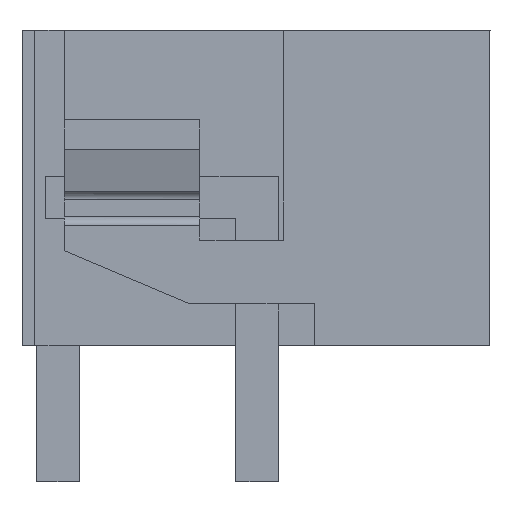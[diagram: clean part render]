
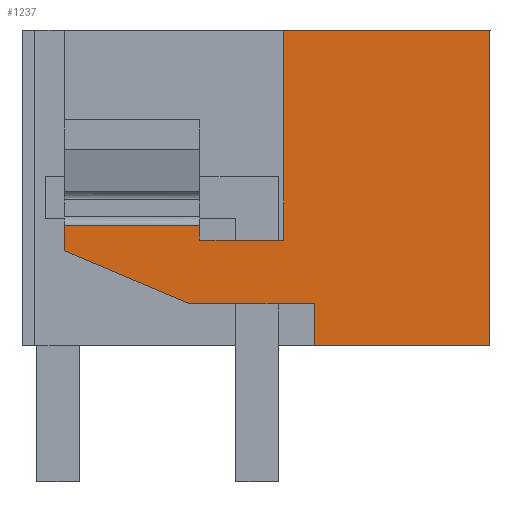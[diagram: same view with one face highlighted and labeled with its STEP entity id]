
A CAD part, left-side view. The second image highlights one B-rep face of the part: STEP entity #1237.
In plain terms, the highlighted planar face has unit normal (-1, 0, 0).
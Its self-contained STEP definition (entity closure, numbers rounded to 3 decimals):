
#1168=AXIS2_PLACEMENT_3D('Plane Axis2P3D',#1165,#1166,#1167) ;
#100=CARTESIAN_POINT('Vertex',(0.,0.,3.2)) ;
#105=CARTESIAN_POINT('Line Origine',(0.,2.075,3.2)) ;
#109=CARTESIAN_POINT('Vertex',(0.,4.15,3.2)) ;
#373=CARTESIAN_POINT('Vertex',(0.,4.875,10.65)) ;
#376=CARTESIAN_POINT('Line Origine',(0.,2.437,10.65)) ;
#380=CARTESIAN_POINT('Vertex',(0.,0.,10.65)) ;
#1066=CARTESIAN_POINT('Line Origine',(0.,0.,6.925)) ;
#1165=CARTESIAN_POINT('Axis2P3D Location',(0.,11.05,0.)) ;
#1170=CARTESIAN_POINT('Line Origine',(0.,4.875,8.175)) ;
#1174=CARTESIAN_POINT('Vertex',(0.,4.875,5.7)) ;
#1177=CARTESIAN_POINT('Line Origine',(0.,5.863,5.7)) ;
#1181=CARTESIAN_POINT('Vertex',(0.,6.85,5.7)) ;
#1184=CARTESIAN_POINT('Line Origine',(0.,6.85,5.875)) ;
#1188=CARTESIAN_POINT('Vertex',(0.,6.85,6.05)) ;
#1191=CARTESIAN_POINT('Line Origine',(0.,8.45,6.05)) ;
#1195=CARTESIAN_POINT('Vertex',(0.,10.05,6.05)) ;
#1198=CARTESIAN_POINT('Line Origine',(0.,10.05,5.75)) ;
#1202=CARTESIAN_POINT('Vertex',(0.,10.05,5.45)) ;
#1205=CARTESIAN_POINT('Line Origine',(0.,8.571,4.823)) ;
#1209=CARTESIAN_POINT('Vertex',(0.,7.092,4.197)) ;
#1212=CARTESIAN_POINT('Line Origine',(0.,5.621,4.197)) ;
#1216=CARTESIAN_POINT('Vertex',(0.,4.15,4.197)) ;
#1219=CARTESIAN_POINT('Line Origine',(0.,4.15,3.698)) ;
#106=DIRECTION('Vector Direction',(0.,1.,0.)) ;
#377=DIRECTION('Vector Direction',(0.,-1.,0.)) ;
#1067=DIRECTION('Vector Direction',(0.,0.,-1.)) ;
#1166=DIRECTION('Axis2P3D Direction',(-1.,0.,0.)) ;
#1167=DIRECTION('Axis2P3D XDirection',(0.,-1.,0.)) ;
#1171=DIRECTION('Vector Direction',(0.,0.,1.)) ;
#1178=DIRECTION('Vector Direction',(0.,1.,0.)) ;
#1185=DIRECTION('Vector Direction',(0.,0.,1.)) ;
#1192=DIRECTION('Vector Direction',(0.,-1.,0.)) ;
#1199=DIRECTION('Vector Direction',(0.,0.,-1.)) ;
#1206=DIRECTION('Vector Direction',(0.,0.921,0.39)) ;
#1213=DIRECTION('Vector Direction',(0.,-1.,0.)) ;
#1220=DIRECTION('Vector Direction',(0.,0.,-1.)) ;
#107=VECTOR('Line Direction',#106,1.) ;
#378=VECTOR('Line Direction',#377,1.) ;
#1068=VECTOR('Line Direction',#1067,1.) ;
#1172=VECTOR('Line Direction',#1171,1.) ;
#1179=VECTOR('Line Direction',#1178,1.) ;
#1186=VECTOR('Line Direction',#1185,1.) ;
#1193=VECTOR('Line Direction',#1192,1.) ;
#1200=VECTOR('Line Direction',#1199,1.) ;
#1207=VECTOR('Line Direction',#1206,1.) ;
#1214=VECTOR('Line Direction',#1213,1.) ;
#1221=VECTOR('Line Direction',#1220,1.) ;
#1225=ORIENTED_EDGE('',*,*,#111,.T.) ;
#1226=ORIENTED_EDGE('',*,*,#1070,.T.) ;
#1227=ORIENTED_EDGE('',*,*,#382,.T.) ;
#1228=ORIENTED_EDGE('',*,*,#1176,.T.) ;
#1229=ORIENTED_EDGE('',*,*,#1183,.T.) ;
#1230=ORIENTED_EDGE('',*,*,#1190,.T.) ;
#1231=ORIENTED_EDGE('',*,*,#1197,.F.) ;
#1232=ORIENTED_EDGE('',*,*,#1204,.T.) ;
#1233=ORIENTED_EDGE('',*,*,#1211,.T.) ;
#1234=ORIENTED_EDGE('',*,*,#1218,.T.) ;
#1235=ORIENTED_EDGE('',*,*,#1223,.T.) ;
#1237=ADVANCED_FACE('HOUSING',(#1236),#1169,.T.) ;
#111=EDGE_CURVE('',#110,#101,#108,.F.) ;
#382=EDGE_CURVE('',#381,#374,#379,.F.) ;
#1070=EDGE_CURVE('',#101,#381,#1069,.F.) ;
#1176=EDGE_CURVE('',#374,#1175,#1173,.F.) ;
#1183=EDGE_CURVE('',#1175,#1182,#1180,.T.) ;
#1190=EDGE_CURVE('',#1182,#1189,#1187,.T.) ;
#1197=EDGE_CURVE('',#1196,#1189,#1194,.T.) ;
#1204=EDGE_CURVE('',#1196,#1203,#1201,.T.) ;
#1211=EDGE_CURVE('',#1203,#1210,#1208,.F.) ;
#1218=EDGE_CURVE('',#1210,#1217,#1215,.T.) ;
#1223=EDGE_CURVE('',#1217,#110,#1222,.T.) ;
#1224=EDGE_LOOP('',(#1225,#1226,#1227,#1228,#1229,#1230,#1231,#1232,#1233,#1234,#1235)) ;
#1236=FACE_OUTER_BOUND('',#1224,.T.) ;
#108=LINE('Line',#105,#107) ;
#379=LINE('Line',#376,#378) ;
#1069=LINE('Line',#1066,#1068) ;
#1173=LINE('Line',#1170,#1172) ;
#1180=LINE('Line',#1177,#1179) ;
#1187=LINE('Line',#1184,#1186) ;
#1194=LINE('Line',#1191,#1193) ;
#1201=LINE('Line',#1198,#1200) ;
#1208=LINE('Line',#1205,#1207) ;
#1215=LINE('Line',#1212,#1214) ;
#1222=LINE('Line',#1219,#1221) ;
#1169=PLANE('',#1168) ;
#101=VERTEX_POINT('',#100) ;
#110=VERTEX_POINT('',#109) ;
#374=VERTEX_POINT('',#373) ;
#381=VERTEX_POINT('',#380) ;
#1175=VERTEX_POINT('',#1174) ;
#1182=VERTEX_POINT('',#1181) ;
#1189=VERTEX_POINT('',#1188) ;
#1196=VERTEX_POINT('',#1195) ;
#1203=VERTEX_POINT('',#1202) ;
#1210=VERTEX_POINT('',#1209) ;
#1217=VERTEX_POINT('',#1216) ;
